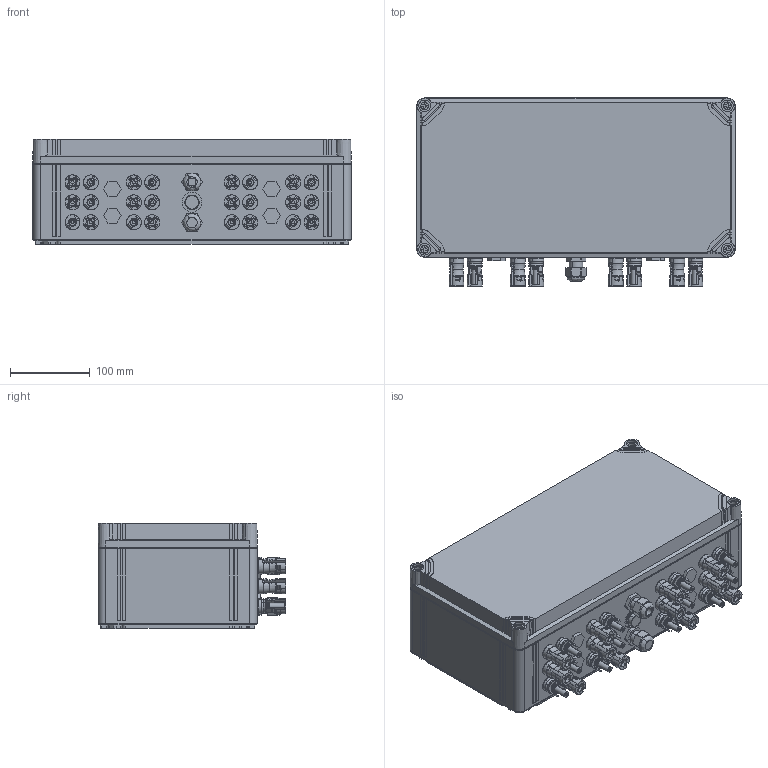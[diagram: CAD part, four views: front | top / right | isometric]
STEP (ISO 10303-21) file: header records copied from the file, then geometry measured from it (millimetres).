
FILE_DESCRIPTION(('CATIA V5 STEP Exchange','CAx-IF Rec.Pracs.--- Model Styling and Organization---1.5--- 2016-08-15','CAx-IF Rec.Pracs.---Supplemental Geometry---1.0---2011-11-01','CAx-IF Rec.Pracs.--- Composite Materials ---1.1---2010-07-15'),'2;1');
FILE_NAME ('D1640826_0', '2025-01-08T12:35:47+00:00', ('none'), ('Weidmueller'), 'CATIA Version 5-6 Release 2022 SP4 HF5', 'CATIA V5 STEP AP214 v3', 'none');
FILE_SCHEMA(('AUTOMOTIVE_DESIGN { 1 0 10303 214 1 1 1 1 }'));
Products named in the file (1): S3D_PVC_DC_2I_1O_4MPP_RD_EVO_11
Bounding box: 400 x 236.03 x 132 mm (x, y, z)
Volume: 10345272.2 mm3; surface area: 413538 mm2
Topology: 1 solids, 1 shells, 2418 faces, 7794 edges, 5572 vertices
Faces by surface type: plane 1090, cylinder 752, torus 268, bspline 208, cone 52, extrusion 48
Entity records: 107446 total; most frequent: CARTESIAN_POINT 41472, ORIENTED_EDGE 15584, DIRECTION 9328, EDGE_CURVE 7792, VERTEX_POINT 5572, AXIS2_PLACEMENT_3D 4308, VECTOR 3072, LINE 3024
